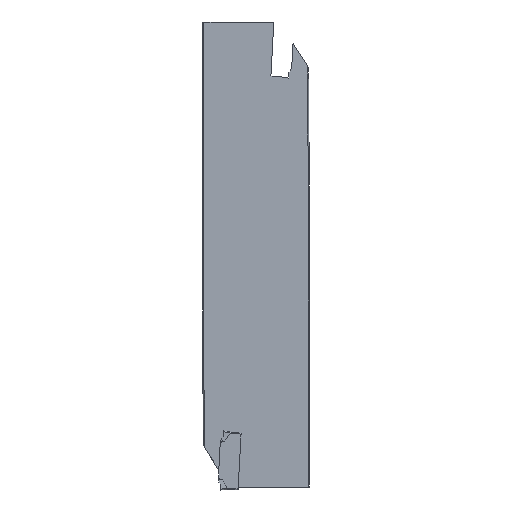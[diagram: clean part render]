
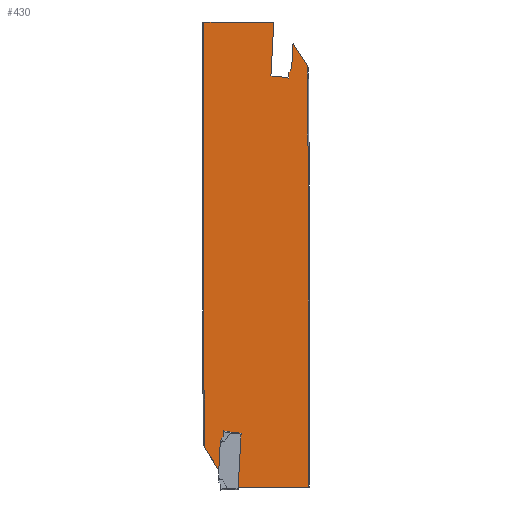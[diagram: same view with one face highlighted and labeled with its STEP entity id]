
A CAD part, left-side view. The second image highlights one B-rep face of the part: STEP entity #430.
In plain terms, the highlighted planar face has unit normal (-1, 0, 0).
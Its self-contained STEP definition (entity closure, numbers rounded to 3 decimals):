
#342=CIRCLE('',#1883,0.5);
#343=CIRCLE('',#1884,40.315);
#344=CIRCLE('',#1885,0.5);
#345=CIRCLE('',#1886,40.315);
#430=ADVANCED_FACE('',(#564),#512,.T.);
#512=PLANE('',#1887);
#564=FACE_OUTER_BOUND('',#646,.T.);
#646=EDGE_LOOP('',(#736,#737,#738,#739,#740,#741,#742,#743,#744,#745,#746,
#747,#748,#749,#750,#751,#752,#753,#754,#755,#756,#757,#758,#759,#760,#761));
#736=ORIENTED_EDGE('',*,*,#1336,.F.);
#737=ORIENTED_EDGE('',*,*,#1337,.F.);
#738=ORIENTED_EDGE('',*,*,#1338,.F.);
#739=ORIENTED_EDGE('',*,*,#1339,.F.);
#740=ORIENTED_EDGE('',*,*,#1340,.F.);
#741=ORIENTED_EDGE('',*,*,#1341,.F.);
#742=ORIENTED_EDGE('',*,*,#1342,.F.);
#743=ORIENTED_EDGE('',*,*,#1343,.F.);
#744=ORIENTED_EDGE('',*,*,#1326,.T.);
#745=ORIENTED_EDGE('',*,*,#1344,.T.);
#746=ORIENTED_EDGE('',*,*,#1345,.F.);
#747=ORIENTED_EDGE('',*,*,#1346,.T.);
#748=ORIENTED_EDGE('',*,*,#1347,.F.);
#749=ORIENTED_EDGE('',*,*,#1348,.F.);
#750=ORIENTED_EDGE('',*,*,#1349,.F.);
#751=ORIENTED_EDGE('',*,*,#1350,.F.);
#752=ORIENTED_EDGE('',*,*,#1351,.F.);
#753=ORIENTED_EDGE('',*,*,#1352,.F.);
#754=ORIENTED_EDGE('',*,*,#1353,.F.);
#755=ORIENTED_EDGE('',*,*,#1354,.F.);
#756=ORIENTED_EDGE('',*,*,#1355,.F.);
#757=ORIENTED_EDGE('',*,*,#1356,.F.);
#758=ORIENTED_EDGE('',*,*,#1357,.F.);
#759=ORIENTED_EDGE('',*,*,#1358,.F.);
#760=ORIENTED_EDGE('',*,*,#1332,.T.);
#761=ORIENTED_EDGE('',*,*,#1359,.T.);
#1178=VERTEX_POINT('',#2309);
#1179=VERTEX_POINT('',#2310);
#1184=VERTEX_POINT('',#2321);
#1185=VERTEX_POINT('',#2323);
#1188=VERTEX_POINT('',#2337);
#1189=VERTEX_POINT('',#2338);
#1190=VERTEX_POINT('',#2340);
#1191=VERTEX_POINT('',#2342);
#1192=VERTEX_POINT('',#2344);
#1193=VERTEX_POINT('',#2346);
#1194=VERTEX_POINT('',#2348);
#1195=VERTEX_POINT('',#2350);
#1196=VERTEX_POINT('',#2353);
#1197=VERTEX_POINT('',#2355);
#1198=VERTEX_POINT('',#2357);
#1199=VERTEX_POINT('',#2359);
#1200=VERTEX_POINT('',#2361);
#1201=VERTEX_POINT('',#2363);
#1202=VERTEX_POINT('',#2365);
#1203=VERTEX_POINT('',#2367);
#1204=VERTEX_POINT('',#2369);
#1205=VERTEX_POINT('',#2371);
#1206=VERTEX_POINT('',#2373);
#1207=VERTEX_POINT('',#2375);
#1208=VERTEX_POINT('',#2377);
#1209=VERTEX_POINT('',#2379);
#1326=EDGE_CURVE('',#1178,#1179,#1552,.T.);
#1332=EDGE_CURVE('',#1185,#1184,#1558,.T.);
#1336=EDGE_CURVE('',#1188,#1189,#1561,.T.);
#1337=EDGE_CURVE('',#1190,#1188,#342,.T.);
#1338=EDGE_CURVE('',#1191,#1190,#1562,.T.);
#1339=EDGE_CURVE('',#1192,#1191,#1563,.T.);
#1340=EDGE_CURVE('',#1193,#1192,#1564,.T.);
#1341=EDGE_CURVE('',#1194,#1193,#1565,.T.);
#1342=EDGE_CURVE('',#1195,#1194,#1566,.T.);
#1343=EDGE_CURVE('',#1178,#1195,#1567,.T.);
#1344=EDGE_CURVE('',#1179,#1196,#1568,.T.);
#1345=EDGE_CURVE('',#1197,#1196,#343,.T.);
#1346=EDGE_CURVE('',#1197,#1198,#1569,.T.);
#1347=EDGE_CURVE('',#1199,#1198,#1570,.T.);
#1348=EDGE_CURVE('',#1200,#1199,#1571,.T.);
#1349=EDGE_CURVE('',#1201,#1200,#344,.T.);
#1350=EDGE_CURVE('',#1202,#1201,#1572,.T.);
#1351=EDGE_CURVE('',#1203,#1202,#1573,.T.);
#1352=EDGE_CURVE('',#1204,#1203,#1574,.T.);
#1353=EDGE_CURVE('',#1205,#1204,#1575,.T.);
#1354=EDGE_CURVE('',#1206,#1205,#1576,.T.);
#1355=EDGE_CURVE('',#1207,#1206,#1577,.T.);
#1356=EDGE_CURVE('',#1208,#1207,#1578,.T.);
#1357=EDGE_CURVE('',#1209,#1208,#1579,.T.);
#1358=EDGE_CURVE('',#1185,#1209,#345,.T.);
#1359=EDGE_CURVE('',#1184,#1189,#1580,.T.);
#1552=LINE('',#2308,#1708);
#1558=LINE('',#2322,#1714);
#1561=LINE('',#2336,#1717);
#1562=LINE('',#2341,#1718);
#1563=LINE('',#2343,#1719);
#1564=LINE('',#2345,#1720);
#1565=LINE('',#2347,#1721);
#1566=LINE('',#2349,#1722);
#1567=LINE('',#2351,#1723);
#1568=LINE('',#2352,#1724);
#1569=LINE('',#2356,#1725);
#1570=LINE('',#2358,#1726);
#1571=LINE('',#2360,#1727);
#1572=LINE('',#2364,#1728);
#1573=LINE('',#2366,#1729);
#1574=LINE('',#2368,#1730);
#1575=LINE('',#2370,#1731);
#1576=LINE('',#2372,#1732);
#1577=LINE('',#2374,#1733);
#1578=LINE('',#2376,#1734);
#1579=LINE('',#2378,#1735);
#1580=LINE('',#2381,#1736);
#1708=VECTOR('',#1967,1.);
#1714=VECTOR('',#1975,1.);
#1717=VECTOR('',#1980,1.);
#1718=VECTOR('',#1983,1.);
#1719=VECTOR('',#1984,1.);
#1720=VECTOR('',#1985,1.);
#1721=VECTOR('',#1986,1.);
#1722=VECTOR('',#1987,1.);
#1723=VECTOR('',#1988,1.);
#1724=VECTOR('',#1989,1.);
#1725=VECTOR('',#1992,1.);
#1726=VECTOR('',#1993,1.);
#1727=VECTOR('',#1994,1.);
#1728=VECTOR('',#1997,1.);
#1729=VECTOR('',#1998,1.);
#1730=VECTOR('',#1999,1.);
#1731=VECTOR('',#2000,1.);
#1732=VECTOR('',#2001,1.);
#1733=VECTOR('',#2002,1.);
#1734=VECTOR('',#2003,1.);
#1735=VECTOR('',#2004,1.);
#1736=VECTOR('',#2007,1.);
#1883=AXIS2_PLACEMENT_3D('',#2339,#1981,#1982);
#1884=AXIS2_PLACEMENT_3D('',#2354,#1990,#1991);
#1885=AXIS2_PLACEMENT_3D('',#2362,#1995,#1996);
#1886=AXIS2_PLACEMENT_3D('',#2380,#2005,#2006);
#1887=AXIS2_PLACEMENT_3D('',#2382,#2008,#2009);
#1967=DIRECTION('',(0.,1.,0.));
#1975=DIRECTION('',(0.,0.,1.));
#1980=DIRECTION('',(0.,-0.052,0.999));
#1981=DIRECTION('',(-1.,0.,0.));
#1982=DIRECTION('',(0.,-1.,0.));
#1983=DIRECTION('',(0.,-0.138,0.99));
#1984=DIRECTION('',(0.,-0.743,0.669));
#1985=DIRECTION('',(0.,-0.052,0.999));
#1986=DIRECTION('',(0.,-0.985,-0.174));
#1987=DIRECTION('',(0.,-0.999,-0.052));
#1988=DIRECTION('',(0.,0.052,-0.999));
#1989=DIRECTION('',(0.,0.,-1.));
#1990=DIRECTION('',(-1.,0.,0.));
#1991=DIRECTION('',(0.,-1.,0.));
#1992=DIRECTION('',(0.,0.,-1.));
#1993=DIRECTION('',(0.,0.53,0.848));
#1994=DIRECTION('',(0.,0.052,-0.999));
#1995=DIRECTION('',(-1.,0.,0.));
#1996=DIRECTION('',(0.,-1.,0.));
#1997=DIRECTION('',(0.,0.138,-0.99));
#1998=DIRECTION('',(0.,0.743,-0.669));
#1999=DIRECTION('',(0.,0.052,-0.999));
#2000=DIRECTION('',(0.,0.985,0.174));
#2001=DIRECTION('',(0.,0.999,0.052));
#2002=DIRECTION('',(0.,-0.052,0.999));
#2003=DIRECTION('',(0.,1.,0.));
#2004=DIRECTION('',(0.,0.,-1.));
#2005=DIRECTION('',(-1.,0.,0.));
#2006=DIRECTION('',(0.,-1.,0.));
#2007=DIRECTION('',(0.,0.53,0.848));
#2008=DIRECTION('',(-1.,0.,0.));
#2009=DIRECTION('',(0.,-1.,0.));
#2308=CARTESIAN_POINT('',(-2.35,0.63,0.));
#2309=CARTESIAN_POINT('',(-2.35,8.748,0.));
#2310=CARTESIAN_POINT('',(-2.35,25.27,0.));
#2321=CARTESIAN_POINT('',(-2.35,0.815,-10.389));
#2322=CARTESIAN_POINT('',(-2.35,0.815,0.));
#2323=CARTESIAN_POINT('',(-2.35,0.815,-25.7));
#2336=CARTESIAN_POINT('',(-2.35,3.922,0.173));
#2337=CARTESIAN_POINT('',(-2.35,4.415,-9.248));
#2338=CARTESIAN_POINT('',(-2.35,4.192,-4.984));
#2339=CARTESIAN_POINT('',(-2.35,4.915,-9.222));
#2340=CARTESIAN_POINT('',(-2.35,4.42,-9.291));
#2341=CARTESIAN_POINT('',(-2.35,3.076,0.341));
#2342=CARTESIAN_POINT('',(-2.35,4.724,-11.477));
#2343=CARTESIAN_POINT('',(-2.35,-3.244,-4.302));
#2344=CARTESIAN_POINT('',(-2.35,5.159,-11.868));
#2345=CARTESIAN_POINT('',(-2.35,4.526,0.204));
#2346=CARTESIAN_POINT('',(-2.35,5.233,-13.281));
#2347=CARTESIAN_POINT('',(-2.35,3.04,-13.668));
#2348=CARTESIAN_POINT('',(-2.35,7.657,-12.853));
#2349=CARTESIAN_POINT('',(-2.35,1.321,-13.185));
#2350=CARTESIAN_POINT('',(-2.35,9.416,-12.761));
#2351=CARTESIAN_POINT('',(-2.35,8.725,0.424));
#2352=CARTESIAN_POINT('',(-2.35,25.27,0.));
#2353=CARTESIAN_POINT('',(-2.35,25.27,-86.841));
#2354=CARTESIAN_POINT('',(-2.35,65.4,-90.7));
#2355=CARTESIAN_POINT('',(-2.35,25.085,-90.7));
#2356=CARTESIAN_POINT('',(-2.35,25.085,0.));
#2357=CARTESIAN_POINT('',(-2.35,25.085,-100.689));
#2358=CARTESIAN_POINT('',(-2.35,63.467,-39.265));
#2359=CARTESIAN_POINT('',(-2.35,21.76,-106.011));
#2360=CARTESIAN_POINT('',(-2.35,16.162,0.814));
#2361=CARTESIAN_POINT('',(-2.35,21.485,-100.752));
#2362=CARTESIAN_POINT('',(-2.35,20.985,-100.778));
#2363=CARTESIAN_POINT('',(-2.35,21.48,-100.709));
#2364=CARTESIAN_POINT('',(-2.35,7.302,0.931));
#2365=CARTESIAN_POINT('',(-2.35,21.176,-98.523));
#2366=CARTESIAN_POINT('',(-2.35,-39.163,-44.194));
#2367=CARTESIAN_POINT('',(-2.35,20.741,-98.132));
#2368=CARTESIAN_POINT('',(-2.35,15.557,0.782));
#2369=CARTESIAN_POINT('',(-2.35,20.667,-96.719));
#2370=CARTESIAN_POINT('',(-2.35,17.774,-97.229));
#2371=CARTESIAN_POINT('',(-2.35,18.243,-97.147));
#2372=CARTESIAN_POINT('',(-2.35,5.755,-97.801));
#2373=CARTESIAN_POINT('',(-2.35,16.484,-97.239));
#2374=CARTESIAN_POINT('',(-2.35,11.358,0.562));
#2375=CARTESIAN_POINT('',(-2.35,17.152,-110.));
#2376=CARTESIAN_POINT('',(-2.35,0.63,-110.));
#2377=CARTESIAN_POINT('',(-2.35,0.63,-110.));
#2378=CARTESIAN_POINT('',(-2.35,0.63,0.));
#2379=CARTESIAN_POINT('',(-2.35,0.63,-29.559));
#2380=CARTESIAN_POINT('',(-2.35,-39.5,-25.7));
#2381=CARTESIAN_POINT('',(-2.35,5.432,-3.001));
#2382=CARTESIAN_POINT('',(-2.35,0.63,0.));
